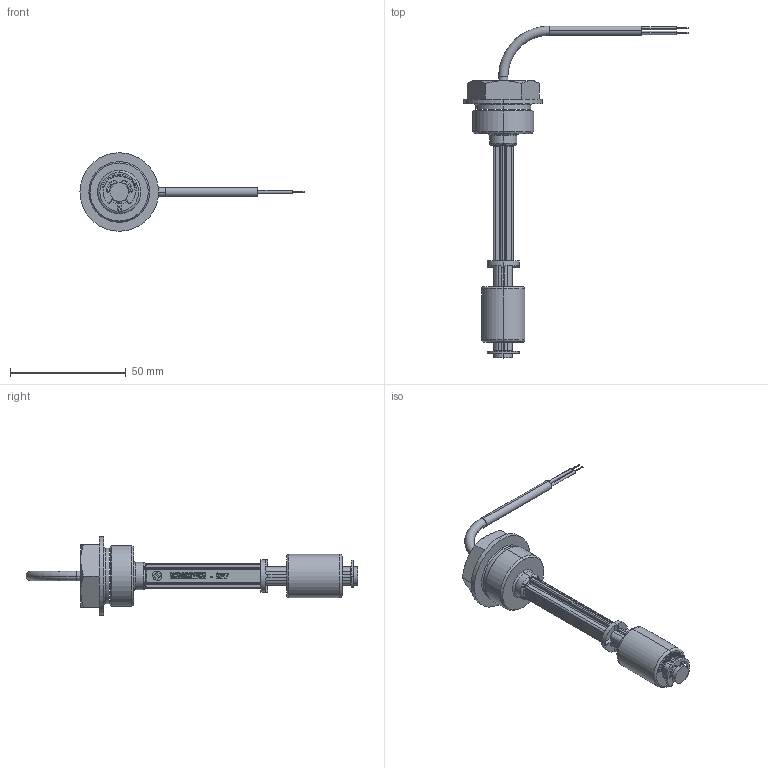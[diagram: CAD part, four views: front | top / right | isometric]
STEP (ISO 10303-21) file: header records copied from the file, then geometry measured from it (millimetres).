
FILE_DESCRIPTION (( 'STEP AP214' ), '1' );
FILE_NAME ('SPF110-100.STEP', '2020-02-03T13:06:45', ( '' ), ( '' ), 'SwSTEP 2.0', 'SolidWorks 2019', '' );
FILE_SCHEMA (( 'AUTOMOTIVE_DESIGN' ));
Length unit declared in the file: millimetre
Products named in the file (1): SPF110-100
Bounding box: 97 x 143.7 x 34 mm (x, y, z)
Surface area: 11280.3 mm2 (no closed solid volume)
Topology: 0 solids, 23 shells, 326 faces, 1506 edges, 1175 vertices
Faces by surface type: plane 142, cylinder 87, bspline 66, torus 15, cone 12, sphere 4
Entity records: 23217 total; most frequent: CARTESIAN_POINT 8538, ORIENTED_EDGE 2158, DIRECTION 1932, EDGE_CURVE 1502, VERTEX_POINT 1175, LINE 898, VECTOR 898, AXIS2_PLACEMENT_3D 517
